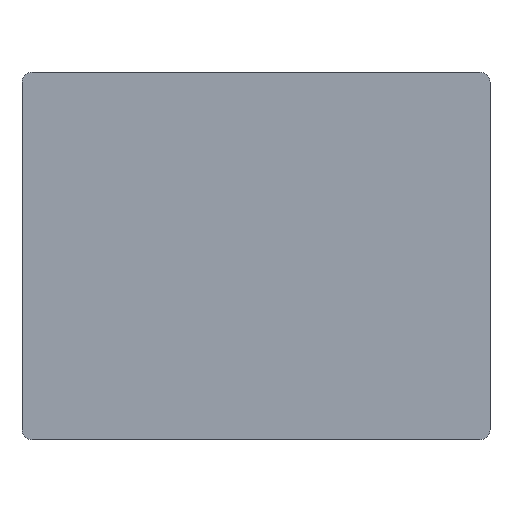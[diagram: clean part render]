
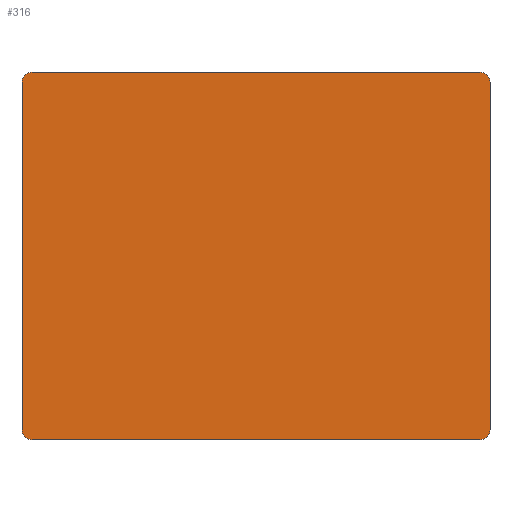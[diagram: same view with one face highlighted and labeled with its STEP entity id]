
A CAD part, front view. The second image highlights one B-rep face of the part: STEP entity #316.
In plain terms, the highlighted planar face has unit normal (0, -1, 0).
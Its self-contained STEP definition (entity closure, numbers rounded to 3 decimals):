
#1 = LINE ( 'NONE', #249, #195 ) ;
#3 = ORIENTED_EDGE ( 'NONE', *, *, #88, .F. ) ;
#5 = DIRECTION ( 'NONE',  ( 0., -1., 0. ) ) ;
#19 = EDGE_CURVE ( 'NONE', #79, #237, #75, .T. ) ;
#20 = CARTESIAN_POINT ( 'NONE',  ( 70., 0., -55. ) ) ;
#24 = DIRECTION ( 'NONE',  ( 0., 0., 1. ) ) ;
#29 = ORIENTED_EDGE ( 'NONE', *, *, #122, .T. ) ;
#30 = DIRECTION ( 'NONE',  ( 1., 0., 0. ) ) ;
#31 = EDGE_LOOP ( 'NONE', ( #251, #129, #3, #29, #240, #104, #47, #189 ) ) ;
#37 = VECTOR ( 'NONE', #235, 1000. ) ;
#40 = CARTESIAN_POINT ( 'NONE',  ( -70., 0., 52. ) ) ;
#44 = CARTESIAN_POINT ( 'NONE',  ( -70., 0., -52. ) ) ;
#47 = ORIENTED_EDGE ( 'NONE', *, *, #305, .F. ) ;
#49 = DIRECTION ( 'NONE',  ( 0., -1., 0. ) ) ;
#58 = CIRCLE ( 'NONE', #133, 3. ) ;
#60 = VERTEX_POINT ( 'NONE', #290 ) ;
#61 = LINE ( 'NONE', #20, #37 ) ;
#72 = CARTESIAN_POINT ( 'NONE',  ( -67., 0., 52. ) ) ;
#75 = CIRCLE ( 'NONE', #116, 3. ) ;
#79 = VERTEX_POINT ( 'NONE', #44 ) ;
#88 = EDGE_CURVE ( 'NONE', #314, #110, #169, .T. ) ;
#91 = VERTEX_POINT ( 'NONE', #40 ) ;
#97 = CARTESIAN_POINT ( 'NONE',  ( -67., 0., -55. ) ) ;
#104 = ORIENTED_EDGE ( 'NONE', *, *, #19, .T. ) ;
#108 = EDGE_CURVE ( 'NONE', #327, #110, #289, .T. ) ;
#110 = VERTEX_POINT ( 'NONE', #125 ) ;
#115 = DIRECTION ( 'NONE',  ( 0., -1., 0. ) ) ;
#116 = AXIS2_PLACEMENT_3D ( 'NONE', #336, #259, #171 ) ;
#117 = DIRECTION ( 'NONE',  ( 0., 0., 1. ) ) ;
#119 = CARTESIAN_POINT ( 'NONE',  ( 67., 0., -52. ) ) ;
#122 = EDGE_CURVE ( 'NONE', #314, #91, #244, .T. ) ;
#125 = CARTESIAN_POINT ( 'NONE',  ( 67., 0., 55. ) ) ;
#129 = ORIENTED_EDGE ( 'NONE', *, *, #108, .T. ) ;
#133 = AXIS2_PLACEMENT_3D ( 'NONE', #119, #49, #173 ) ;
#139 = CARTESIAN_POINT ( 'NONE',  ( -70., 0., 55. ) ) ;
#157 = CARTESIAN_POINT ( 'NONE',  ( 70., 0., 52. ) ) ;
#165 = DIRECTION ( 'NONE',  ( 0., 0., 1. ) ) ;
#169 = LINE ( 'NONE', #139, #253 ) ;
#171 = DIRECTION ( 'NONE',  ( 0., 0., 1. ) ) ;
#173 = DIRECTION ( 'NONE',  ( 0., 0., 1. ) ) ;
#178 = EDGE_CURVE ( 'NONE', #60, #292, #58, .T. ) ;
#181 = DIRECTION ( 'NONE',  ( 0., 1., 0. ) ) ;
#184 = PLANE ( 'NONE',  #335 ) ;
#189 = ORIENTED_EDGE ( 'NONE', *, *, #178, .T. ) ;
#195 = VECTOR ( 'NONE', #257, 1000. ) ;
#196 = CARTESIAN_POINT ( 'NONE',  ( 0., 0., 0. ) ) ;
#203 = FACE_OUTER_BOUND ( 'NONE', #31, .T. ) ;
#208 = AXIS2_PLACEMENT_3D ( 'NONE', #341, #115, #24 ) ;
#211 = LINE ( 'NONE', #337, #222 ) ;
#217 = EDGE_CURVE ( 'NONE', #327, #292, #61, .T. ) ;
#222 = VECTOR ( 'NONE', #333, 1000. ) ;
#230 = CARTESIAN_POINT ( 'NONE',  ( -67., 0., 55. ) ) ;
#235 = DIRECTION ( 'NONE',  ( 0., 0., -1. ) ) ;
#237 = VERTEX_POINT ( 'NONE', #97 ) ;
#240 = ORIENTED_EDGE ( 'NONE', *, *, #274, .F. ) ;
#244 = CIRCLE ( 'NONE', #250, 3. ) ;
#249 = CARTESIAN_POINT ( 'NONE',  ( -70., 0., -55. ) ) ;
#250 = AXIS2_PLACEMENT_3D ( 'NONE', #72, #5, #117 ) ;
#251 = ORIENTED_EDGE ( 'NONE', *, *, #217, .F. ) ;
#253 = VECTOR ( 'NONE', #30, 1000. ) ;
#257 = DIRECTION ( 'NONE',  ( -1., 0., 0. ) ) ;
#259 = DIRECTION ( 'NONE',  ( 0., -1., 0. ) ) ;
#274 = EDGE_CURVE ( 'NONE', #79, #91, #211, .T. ) ;
#289 = CIRCLE ( 'NONE', #208, 3. ) ;
#290 = CARTESIAN_POINT ( 'NONE',  ( 67., 0., -55. ) ) ;
#291 = CARTESIAN_POINT ( 'NONE',  ( 70., 0., -52. ) ) ;
#292 = VERTEX_POINT ( 'NONE', #291 ) ;
#305 = EDGE_CURVE ( 'NONE', #60, #237, #1, .T. ) ;
#314 = VERTEX_POINT ( 'NONE', #230 ) ;
#316 = ADVANCED_FACE ( 'NONE', ( #203 ), #184, .F. ) ;
#327 = VERTEX_POINT ( 'NONE', #157 ) ;
#333 = DIRECTION ( 'NONE',  ( 0., 0., 1. ) ) ;
#335 = AXIS2_PLACEMENT_3D ( 'NONE', #196, #181, #165 ) ;
#336 = CARTESIAN_POINT ( 'NONE',  ( -67., 0., -52. ) ) ;
#337 = CARTESIAN_POINT ( 'NONE',  ( -70., 0., -55. ) ) ;
#341 = CARTESIAN_POINT ( 'NONE',  ( 67., 0., 52. ) ) ;
